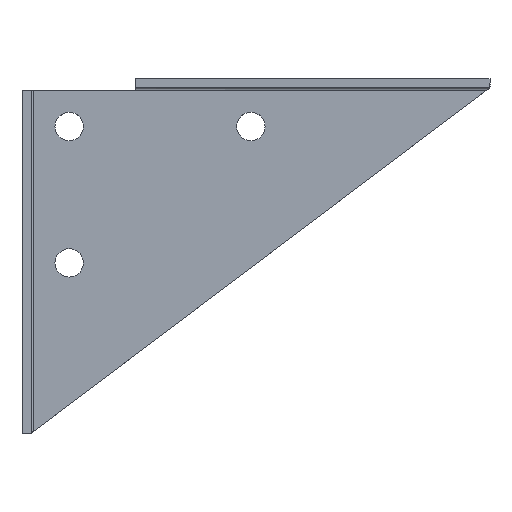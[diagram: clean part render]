
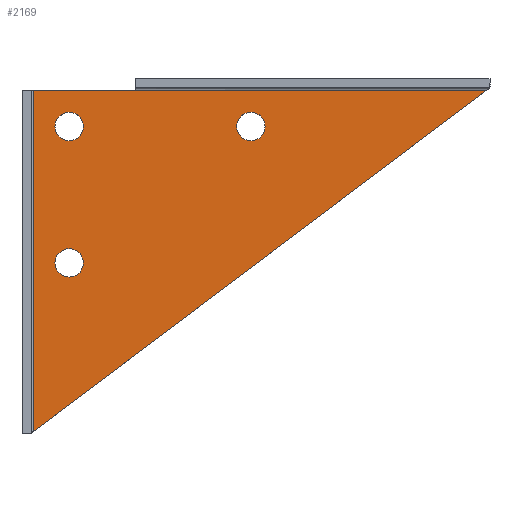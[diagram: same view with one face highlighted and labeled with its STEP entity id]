
A CAD part, top view. The second image highlights one B-rep face of the part: STEP entity #2169.
In plain terms, the highlighted planar face has unit normal (0, 0, 1).
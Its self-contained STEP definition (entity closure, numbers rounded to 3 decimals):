
#84=CARTESIAN_POINT('',(7.293,-54.978,4.0));
#85=VERTEX_POINT('',#84);
#86=CARTESIAN_POINT('',(1.043,-54.978,4.0));
#87=DIRECTION('',(0.0,0.0,-1.0));
#88=DIRECTION('',(-1.0,0.0,0.0));
#89=AXIS2_PLACEMENT_3D('',#86,#87,#88);
#90=CIRCLE('',#89,6.25);
#91=EDGE_CURVE('',#85,#85,#90,.T.);
#112=CARTESIAN_POINT('',(87.293,5.022,4.0));
#113=VERTEX_POINT('',#112);
#114=CARTESIAN_POINT('',(81.043,5.022,4.0));
#115=DIRECTION('',(0.0,0.0,-1.0));
#116=DIRECTION('',(-1.0,0.0,0.0));
#117=AXIS2_PLACEMENT_3D('',#114,#115,#116);
#118=CIRCLE('',#117,6.25);
#119=EDGE_CURVE('',#113,#113,#118,.T.);
#140=CARTESIAN_POINT('',(7.293,5.022,4.0));
#141=VERTEX_POINT('',#140);
#142=CARTESIAN_POINT('',(1.043,5.022,4.0));
#143=DIRECTION('',(0.0,0.0,-1.0));
#144=DIRECTION('',(-1.0,0.0,0.0));
#145=AXIS2_PLACEMENT_3D('',#142,#143,#144);
#146=CIRCLE('',#145,6.25);
#147=EDGE_CURVE('',#141,#141,#146,.T.);
#1782=CARTESIAN_POINT('',(30.293,21.022,4.0));
#1783=VERTEX_POINT('',#1782);
#1929=CARTESIAN_POINT('',(-14.707,21.022,4.0));
#1930=VERTEX_POINT('',#1929);
#1938=CARTESIAN_POINT('',(30.293,21.022,4.0));
#1939=DIRECTION('',(-1.0,0.0,0.0));
#1940=VECTOR('',#1939,45.);
#1941=LINE('',#1938,#1940);
#1942=EDGE_CURVE('',#1783,#1930,#1941,.T.);
#2040=CARTESIAN_POINT('',(-14.707,-129.225,4.0));
#2041=VERTEX_POINT('',#2040);
#2049=CARTESIAN_POINT('',(-14.707,-129.225,4.0));
#2050=DIRECTION('',(0.0,1.0,0.0));
#2051=VECTOR('',#2050,150.248);
#2052=LINE('',#2049,#2051);
#2053=EDGE_CURVE('',#2041,#1930,#2052,.T.);
#2119=CARTESIAN_POINT('',(184.964,21.022,4.0));
#2120=VERTEX_POINT('',#2119);
#2135=CARTESIAN_POINT('',(30.293,21.022,4.0));
#2136=DIRECTION('',(1.0,0.0,0.0));
#2137=VECTOR('',#2136,154.671);
#2138=LINE('',#2135,#2137);
#2139=EDGE_CURVE('',#1783,#2120,#2138,.T.);
#2144=CARTESIAN_POINT('',(58.318,-27.003,4.0));
#2145=DIRECTION('',(0.0,0.0,1.0));
#2146=DIRECTION('',(1.0,0.0,0.0));
#2147=AXIS2_PLACEMENT_3D('',#2144,#2145,#2146);
#2148=PLANE('',#2147);
#2149=ORIENTED_EDGE('',*,*,#2053,.F.);
#2150=CARTESIAN_POINT('',(184.964,21.022,4.0));
#2151=DIRECTION('',(-0.799,-0.601,0.0));
#2152=VECTOR('',#2151,249.886);
#2153=LINE('',#2150,#2152);
#2154=EDGE_CURVE('',#2120,#2041,#2153,.T.);
#2155=ORIENTED_EDGE('',*,*,#2154,.F.);
#2156=ORIENTED_EDGE('',*,*,#2139,.F.);
#2157=ORIENTED_EDGE('',*,*,#1942,.T.);
#2158=EDGE_LOOP('',(#2149,#2155,#2156,#2157));
#2159=FACE_OUTER_BOUND('',#2158,.T.);
#2160=ORIENTED_EDGE('',*,*,#91,.T.);
#2161=EDGE_LOOP('',(#2160));
#2162=FACE_BOUND('',#2161,.T.);
#2163=ORIENTED_EDGE('',*,*,#119,.T.);
#2164=EDGE_LOOP('',(#2163));
#2165=FACE_BOUND('',#2164,.T.);
#2166=ORIENTED_EDGE('',*,*,#147,.T.);
#2167=EDGE_LOOP('',(#2166));
#2168=FACE_BOUND('',#2167,.T.);
#2169=ADVANCED_FACE('',(#2159,#2162,#2165,#2168),#2148,.T.);
